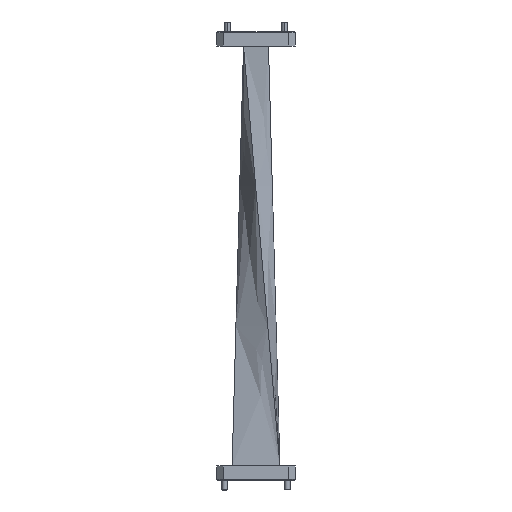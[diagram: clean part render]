
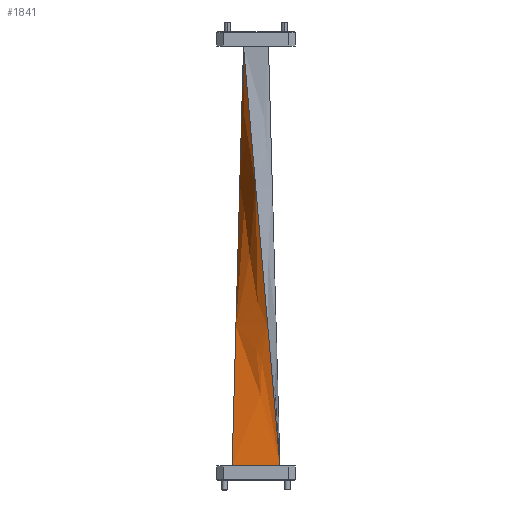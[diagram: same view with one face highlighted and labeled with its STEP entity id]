
A CAD part, left-side view. The second image highlights one B-rep face of the part: STEP entity #1841.
In plain terms, the highlighted free-form (B-spline) face has degree [3, 1] with [6, 2] control points.
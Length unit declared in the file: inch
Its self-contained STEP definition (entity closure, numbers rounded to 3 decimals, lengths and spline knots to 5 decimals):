
#417 = CARTESIAN_POINT ( 'NONE',  ( -0.21949, -0.41909, -7.62205 ) ) ;
#547 = CARTESIAN_POINT ( 'NONE',  ( -0.21949, 0.2794, -7.62205 ) ) ;
#1661 = LINE ( 'NONE', #5425, #6673 ) ;
#1841 = ADVANCED_FACE ( 'NONE', ( #10913 ), #11672, .T. ) ;
#2648 = ORIENTED_EDGE ( 'NONE', *, *, #11887, .T. ) ;
#3417 = CARTESIAN_POINT ( 'NONE',  ( -0.41909, 0.21949, -0.25197 ) ) ;
#3510 = CARTESIAN_POINT ( 'NONE',  ( -0.31929, -0.0998, -3.93701 ) ) ;
#3875 = CARTESIAN_POINT ( 'NONE',  ( 0.41909, 0.21949, -0.25197 ) ) ;
#4169 = DIRECTION ( 'NONE',  ( -0.086, 0.027, -0.996 ) ) ;
#4284 = VERTEX_POINT ( 'NONE', #3875 ) ;
#4362 = CARTESIAN_POINT ( 'NONE',  ( -0.21949, -0.41909, -7.62205 ) ) ;
#4697 = DIRECTION ( 'NONE',  ( -0.027, 0.086, 0.996 ) ) ;
#4840 = ORIENTED_EDGE ( 'NONE', *, *, #15946, .F. ) ;
#5425 = CARTESIAN_POINT ( 'NONE',  ( 0.0998, 0.31929, -3.93701 ) ) ;
#5918 = CARTESIAN_POINT ( 'NONE',  ( -0.21949, 0.41909, -7.62205 ) ) ;
#6614 = LINE ( 'NONE', #13783, #7242 ) ;
#6673 = VECTOR ( 'NONE', #4169, 39.37008 ) ;
#7206 = VERTEX_POINT ( 'NONE', #14784 ) ;
#7242 = VECTOR ( 'NONE', #9642, 39.37008 ) ;
#7366 = EDGE_LOOP ( 'NONE', ( #4840, #8879, #11936, #2648 ) ) ;
#7449 = CARTESIAN_POINT ( 'NONE',  ( 0.1397, 0.21949, -0.25197 ) ) ;
#7673 = LINE ( 'NONE', #3510, #8089 ) ;
#8089 = VECTOR ( 'NONE', #4697, 39.37008 ) ;
#8677 = CARTESIAN_POINT ( 'NONE',  ( -0.2794, 0.21949, -0.25197 ) ) ;
#8805 = EDGE_CURVE ( 'NONE', #15850, #14377, #7673, .T. ) ;
#8808 = CARTESIAN_POINT ( 'NONE',  ( -0.21949, -0.1397, -7.62205 ) ) ;
#8861 = CARTESIAN_POINT ( 'NONE',  ( -0.1397, 0.21949, -0.25197 ) ) ;
#8879 = ORIENTED_EDGE ( 'NONE', *, *, #8805, .T. ) ;
#9158 = EDGE_CURVE ( 'NONE', #4284, #14377, #13242, .T. ) ;
#9642 = DIRECTION ( 'NONE',  ( 0., 1., 0. ) ) ;
#10239 = CARTESIAN_POINT ( 'NONE',  ( 0.41909, 0.21949, -0.25197 ) ) ;
#10339 = CARTESIAN_POINT ( 'NONE',  ( -0.41909, 0.21949, -0.25197 ) ) ;
#10913 = FACE_OUTER_BOUND ( 'NONE', #7366, .T. ) ;
#11672 = B_SPLINE_SURFACE_WITH_KNOTS ( 'NONE', 3, 1, ( 
 ( #5918, #10239 ),
 ( #547, #14392 ),
 ( #11691, #7449 ),
 ( #8808, #8861 ),
 ( #12885, #8677 ),
 ( #417, #3417 ) ),
 .UNSPECIFIED., .F., .F., .F.,
 ( 4, 2, 4 ),
 ( 2, 2 ),
 ( 0., 0.5, 1. ),
 ( 0., 1. ),
 .UNSPECIFIED. ) ;
#11691 = CARTESIAN_POINT ( 'NONE',  ( -0.21949, 0.1397, -7.62205 ) ) ;
#11887 = EDGE_CURVE ( 'NONE', #4284, #7206, #1661, .T. ) ;
#11936 = ORIENTED_EDGE ( 'NONE', *, *, #9158, .F. ) ;
#12254 = DIRECTION ( 'NONE',  ( -1., 0., 0. ) ) ;
#12885 = CARTESIAN_POINT ( 'NONE',  ( -0.21949, -0.2794, -7.62205 ) ) ;
#13242 = LINE ( 'NONE', #13688, #17300 ) ;
#13688 = CARTESIAN_POINT ( 'NONE',  ( 0.41909, 0.21949, -0.25197 ) ) ;
#13783 = CARTESIAN_POINT ( 'NONE',  ( -0.21949, -0.41909, -7.62205 ) ) ;
#14377 = VERTEX_POINT ( 'NONE', #10339 ) ;
#14392 = CARTESIAN_POINT ( 'NONE',  ( 0.2794, 0.21949, -0.25197 ) ) ;
#14784 = CARTESIAN_POINT ( 'NONE',  ( -0.21949, 0.41909, -7.62205 ) ) ;
#15850 = VERTEX_POINT ( 'NONE', #4362 ) ;
#15946 = EDGE_CURVE ( 'NONE', #15850, #7206, #6614, .T. ) ;
#17300 = VECTOR ( 'NONE', #12254, 39.37008 ) ;
